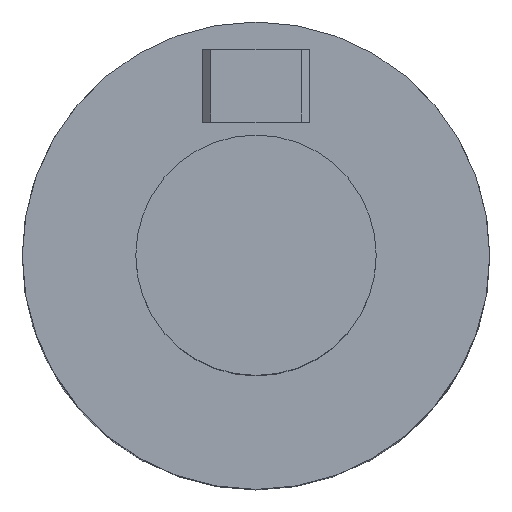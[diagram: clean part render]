
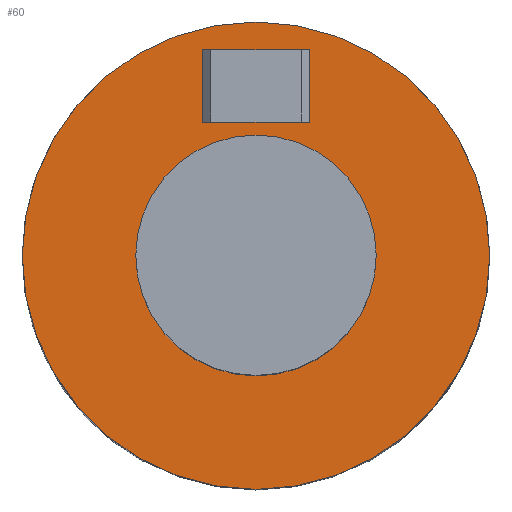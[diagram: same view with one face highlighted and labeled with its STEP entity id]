
A CAD part, top view. The second image highlights one B-rep face of the part: STEP entity #60.
In plain terms, the highlighted planar face has unit normal (0, 0, 1).
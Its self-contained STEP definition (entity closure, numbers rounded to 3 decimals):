
#34=FACE_BOUND('',#103,.T.);
#35=FACE_BOUND('',#104,.T.);
#36=FACE_BOUND('',#105,.T.);
#44=PLANE('',#418);
#60=ADVANCED_FACE('',(#34,#35,#36),#44,.T.);
#103=EDGE_LOOP('',(#224,#225));
#104=EDGE_LOOP('',(#226,#227));
#105=EDGE_LOOP('',(#228,#229,#230,#231));
#133=LINE('',#598,#167);
#134=LINE('',#601,#168);
#135=LINE('',#603,#169);
#136=LINE('',#605,#170);
#167=VECTOR('',#486,1.);
#168=VECTOR('',#487,1.);
#169=VECTOR('',#488,1.);
#170=VECTOR('',#489,1.);
#224=ORIENTED_EDGE('',*,*,#334,.T.);
#225=ORIENTED_EDGE('',*,*,#350,.F.);
#226=ORIENTED_EDGE('',*,*,#351,.T.);
#227=ORIENTED_EDGE('',*,*,#352,.F.);
#228=ORIENTED_EDGE('',*,*,#353,.F.);
#229=ORIENTED_EDGE('',*,*,#354,.F.);
#230=ORIENTED_EDGE('',*,*,#355,.T.);
#231=ORIENTED_EDGE('',*,*,#356,.T.);
#298=VERTEX_POINT('',#560);
#299=VERTEX_POINT('',#562);
#310=VERTEX_POINT('',#595);
#311=VERTEX_POINT('',#596);
#312=VERTEX_POINT('',#599);
#313=VERTEX_POINT('',#600);
#314=VERTEX_POINT('',#602);
#315=VERTEX_POINT('',#604);
#334=EDGE_CURVE('',#299,#298,#384,.T.);
#350=EDGE_CURVE('',#299,#298,#391,.T.);
#351=EDGE_CURVE('',#310,#311,#392,.T.);
#352=EDGE_CURVE('',#310,#311,#393,.T.);
#353=EDGE_CURVE('',#312,#313,#133,.T.);
#354=EDGE_CURVE('',#314,#312,#134,.T.);
#355=EDGE_CURVE('',#314,#315,#135,.T.);
#356=EDGE_CURVE('',#315,#313,#136,.T.);
#384=CIRCLE('',#403,17.5);
#391=CIRCLE('',#414,17.5);
#392=CIRCLE('',#416,9.);
#393=CIRCLE('',#417,9.);
#403=AXIS2_PLACEMENT_3D('',#561,#447,#448);
#414=AXIS2_PLACEMENT_3D('',#592,#478,#479);
#416=AXIS2_PLACEMENT_3D('',#594,#482,#483);
#417=AXIS2_PLACEMENT_3D('',#597,#484,#485);
#418=AXIS2_PLACEMENT_3D('',#606,#490,#491);
#447=DIRECTION('',(0.,0.,1.));
#448=DIRECTION('',(0.,1.,0.));
#478=DIRECTION('',(0.,0.,-1.));
#479=DIRECTION('',(0.,1.,0.));
#482=DIRECTION('',(0.,0.,-1.));
#483=DIRECTION('',(0.,1.,0.));
#484=DIRECTION('',(0.,0.,1.));
#485=DIRECTION('',(0.,1.,0.));
#486=DIRECTION('',(0.,-1.,0.));
#487=DIRECTION('',(-1.,0.,0.));
#488=DIRECTION('',(0.,-1.,0.));
#489=DIRECTION('',(-1.,0.,0.));
#490=DIRECTION('',(0.,0.,1.));
#491=DIRECTION('',(0.,1.,0.));
#560=CARTESIAN_POINT('',(0.,-17.5,0.));
#561=CARTESIAN_POINT('',(0.,0.,0.));
#562=CARTESIAN_POINT('',(0.,17.5,0.));
#592=CARTESIAN_POINT('',(0.,0.,0.));
#594=CARTESIAN_POINT('',(0.,0.,0.));
#595=CARTESIAN_POINT('',(0.,9.,0.));
#596=CARTESIAN_POINT('',(0.,-9.,0.));
#597=CARTESIAN_POINT('',(0.,0.,0.));
#598=CARTESIAN_POINT('',(-4.,15.4,0.));
#599=CARTESIAN_POINT('',(-4.,15.4,0.));
#600=CARTESIAN_POINT('',(-4.,10.,0.));
#601=CARTESIAN_POINT('',(4.,15.4,0.));
#602=CARTESIAN_POINT('',(4.,15.4,0.));
#603=CARTESIAN_POINT('',(4.,15.4,0.));
#604=CARTESIAN_POINT('',(4.,10.,0.));
#605=CARTESIAN_POINT('',(4.,10.,0.));
#606=CARTESIAN_POINT('',(0.,0.,0.));
